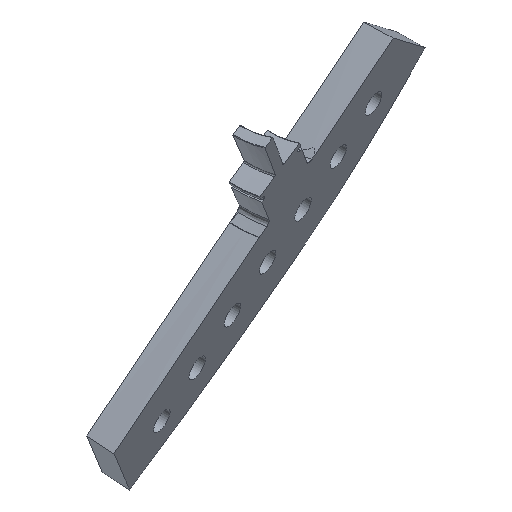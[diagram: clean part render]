
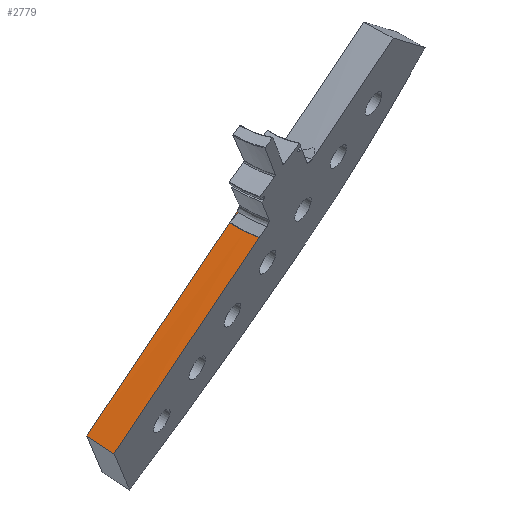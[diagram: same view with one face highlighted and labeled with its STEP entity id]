
A CAD part, isometric view. The second image highlights one B-rep face of the part: STEP entity #2779.
In plain terms, the highlighted free-form (B-spline) face has degree [3, 3] with [6, 4] control points.
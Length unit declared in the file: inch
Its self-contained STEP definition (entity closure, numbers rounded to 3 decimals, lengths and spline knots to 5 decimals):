
#296=DIRECTION('',(0.797,0.013,0.604));
#297=VECTOR('',#296,15.52007);
#298=CARTESIAN_POINT('',(43.45888,6.1947,-74.78836));
#299=LINE('',#298,#297);
#304=CARTESIAN_POINT('',(55.82172,6.39858,-65.40801));
#558=CARTESIAN_POINT('',(56.06038,8.48926,-64.67549));
#569=DIRECTION('',(0.793,0.012,0.609));
#570=VECTOR('',#569,16.09152);
#571=CARTESIAN_POINT('',(43.2973,8.30225,-74.47375));
#572=LINE('',#571,#570);
#895=CARTESIAN_POINT('',(55.43557,8.46308,-65.16162));
#896=CARTESIAN_POINT('',(55.50837,8.45743,-65.10751));
#897=CARTESIAN_POINT('',(55.65183,8.44516,-65.00119));
#898=CARTESIAN_POINT('',(55.86079,8.42286,-64.84754));
#899=CARTESIAN_POINT('',(55.99583,8.40447,-64.74932));
#900=CARTESIAN_POINT('',(56.06232,8.39397,-64.70136));
#902=CARTESIAN_POINT('',(55.82172,6.39858,-65.40801));
#903=CARTESIAN_POINT('',(55.78642,6.53055,-65.40028));
#904=CARTESIAN_POINT('',(55.71946,6.79769,-65.38125));
#905=CARTESIAN_POINT('',(55.63024,7.21048,-65.34115));
#906=CARTESIAN_POINT('',(55.55333,7.62833,-65.29042));
#907=CARTESIAN_POINT('',(55.48839,8.04813,-65.23005));
#908=CARTESIAN_POINT('',(55.45218,8.32502,-65.18513));
#909=CARTESIAN_POINT('',(55.43557,8.46308,-65.16162));
#911=DIRECTION('',(-0.076,0.986,0.147));
#912=VECTOR('',#911,2.13702);
#913=CARTESIAN_POINT('',(43.45888,6.1947,-74.78836));
#914=LINE('',#913,#912);
#915=DIRECTION('',(-0.201,0.972,0.12));
#916=VECTOR('',#915,0.13241);
#917=CARTESIAN_POINT('',(56.08699,8.36053,-64.69139));
#918=LINE('',#917,#916);
#919=CARTESIAN_POINT('',(56.06232,8.39397,-64.70136));
#920=CARTESIAN_POINT('',(56.06505,8.39354,-64.69939));
#921=CARTESIAN_POINT('',(56.07009,8.38985,-64.69652));
#922=CARTESIAN_POINT('',(56.07632,8.38146,-64.69399));
#923=CARTESIAN_POINT('',(56.08222,8.37088,-64.69229));
#924=CARTESIAN_POINT('',(56.08544,8.36401,-64.69165));
#925=CARTESIAN_POINT('',(56.08699,8.36053,-64.69139));
#1011=CARTESIAN_POINT('',(43.45888,6.1947,-74.78836));
#1013=VERTEX_POINT('',#1011);
#1019=CARTESIAN_POINT('',(43.2973,8.30225,-74.47375));
#1021=VERTEX_POINT('',#1019);
#1094=VERTEX_POINT('',#304);
#1146=VERTEX_POINT('',#558);
#1147=VERTEX_POINT('',#895);
#1148=VERTEX_POINT('',#900);
#1149=VERTEX_POINT('',#925);
#2744=CARTESIAN_POINT('',(43.20281,6.1353,-74.99402));
#2745=CARTESIAN_POINT('',(43.14785,6.87474,-74.88316));
#2746=CARTESIAN_POINT('',(43.09288,7.61417,-74.7723));
#2747=CARTESIAN_POINT('',(43.03791,8.3536,-74.66144));
#2748=CARTESIAN_POINT('',(43.28958,6.13674,-74.92821));
#2749=CARTESIAN_POINT('',(43.23404,6.87611,-74.81752));
#2750=CARTESIAN_POINT('',(43.1785,7.61548,-74.70682));
#2751=CARTESIAN_POINT('',(43.12297,8.35485,-74.59613));
#2752=CARTESIAN_POINT('',(47.71443,6.20992,-71.57184));
#2753=CARTESIAN_POINT('',(47.62987,6.94606,-71.46978));
#2754=CARTESIAN_POINT('',(47.54531,7.68221,-71.36772));
#2755=CARTESIAN_POINT('',(47.46075,8.41835,-71.26566));
#2756=CARTESIAN_POINT('',(52.22616,6.28453,-68.14956));
#2757=CARTESIAN_POINT('',(52.11201,7.01739,-68.05631));
#2758=CARTESIAN_POINT('',(51.99785,7.75024,-67.96305));
#2759=CARTESIAN_POINT('',(51.8837,8.4831,-67.86979));
#2760=CARTESIAN_POINT('',(56.65112,6.35771,-64.7931));
#2761=CARTESIAN_POINT('',(56.50795,7.08734,-64.70848));
#2762=CARTESIAN_POINT('',(56.36477,7.81697,-64.62386));
#2763=CARTESIAN_POINT('',(56.2216,8.5466,-64.53923));
#2764=CARTESIAN_POINT('',(56.738,6.35915,-64.7272));
#2765=CARTESIAN_POINT('',(56.59426,7.08871,-64.64275));
#2766=CARTESIAN_POINT('',(56.45051,7.81828,-64.5583));
#2767=CARTESIAN_POINT('',(56.30677,8.54784,-64.47384));
#2768=B_SPLINE_SURFACE_WITH_KNOTS('',3,3,((#2744,#2745,#2746,#2747),(#2748,
#2749,#2750,#2751),(#2752,#2753,#2754,#2755),(#2756,#2757,#2758,#2759),(#2760,
#2761,#2762,#2763),(#2764,#2765,#2766,#2767)),.UNSPECIFIED.,.F.,.F.,.F.,(4,1,1,
4),(4,4),(-0.02,0.,1.,1.02003),(-0.02614,
1.02614),.UNSPECIFIED.);
#2769=ORIENTED_EDGE('',*,*,#2702,.F.);
#2770=ORIENTED_EDGE('',*,*,#2738,.F.);
#2771=ORIENTED_EDGE('',*,*,#1225,.F.);
#2773=ORIENTED_EDGE('',*,*,#2772,.T.);
#2774=ORIENTED_EDGE('',*,*,#1357,.T.);
#2775=ORIENTED_EDGE('',*,*,#2663,.F.);
#2776=ORIENTED_EDGE('',*,*,#2661,.F.);
#2777=EDGE_LOOP('',(#2769,#2770,#2771,#2773,#2774,#2775,#2776));
#2778=FACE_OUTER_BOUND('',#2777,.F.);
#2779=ADVANCED_FACE('',(#2778),#2768,.T.);
#901=B_SPLINE_CURVE_WITH_KNOTS('',3,(#895,#896,#897,#898,#899,#900),
.UNSPECIFIED.,.F.,.F.,(4,1,1,4),(0.,0.33333,0.66667,1.),
.UNSPECIFIED.);
#910=B_SPLINE_CURVE_WITH_KNOTS('',3,(#902,#903,#904,#905,#906,#907,#908,#909),
.UNSPECIFIED.,.F.,.F.,(4,1,1,1,1,4),(0.,0.2,0.4,0.6,0.8,1.),
.UNSPECIFIED.);
#926=B_SPLINE_CURVE_WITH_KNOTS('',3,(#919,#920,#921,#922,#923,#924,#925),
.UNSPECIFIED.,.F.,.F.,(4,1,1,1,4),(0.,0.25,0.5,0.75,1.),
.UNSPECIFIED.);
#1225=EDGE_CURVE('',#1013,#1094,#299,.T.);
#1357=EDGE_CURVE('',#1021,#1146,#572,.T.);
#2661=EDGE_CURVE('',#1148,#1149,#926,.T.);
#2663=EDGE_CURVE('',#1149,#1146,#918,.T.);
#2702=EDGE_CURVE('',#1147,#1148,#901,.T.);
#2738=EDGE_CURVE('',#1094,#1147,#910,.T.);
#2772=EDGE_CURVE('',#1013,#1021,#914,.T.);
